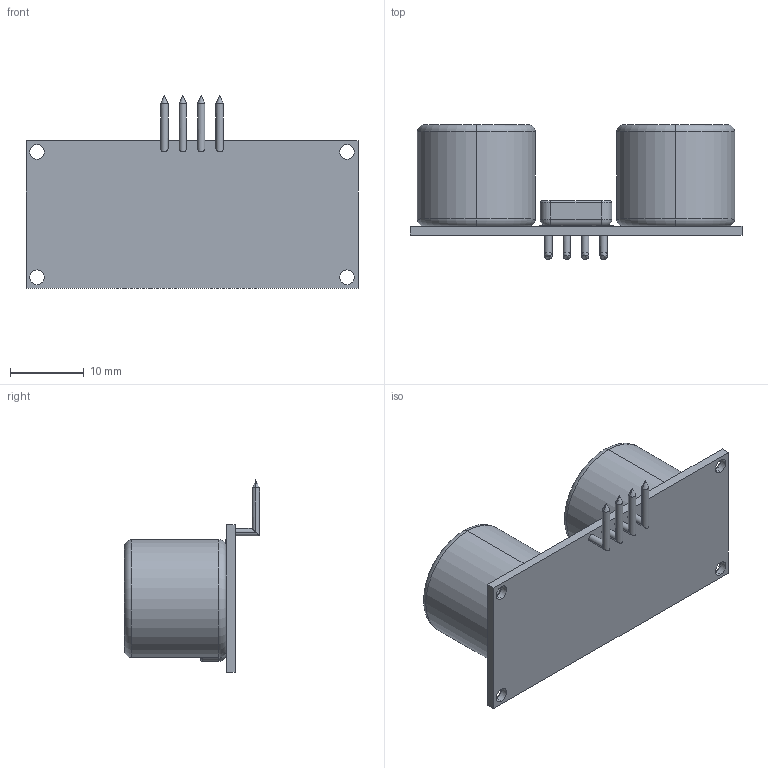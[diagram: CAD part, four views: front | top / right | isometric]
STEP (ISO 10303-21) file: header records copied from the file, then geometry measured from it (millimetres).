
FILE_DESCRIPTION (( 'STEP AP214' ), '1' );
FILE_NAME ('Assem3.STEP', '2013-04-13T13:24:33', ( '' ), ( '' ), 'SwSTEP 2.0', 'SolidWorks 2011', '' );
FILE_SCHEMA (( 'AUTOMOTIVE_DESIGN' ));
Length unit declared in the file: metre
Products named in the file (4): part2; UltraSonic; Assem3; pin header
Assembly tree (7 placements, depth 2):
  Assem3
    pin header  x4
    UltraSonic
    part2  x2
Bounding box: 45 x 18.3 x 26.12 mm (x, y, z)
Volume: 3806.1 mm3; surface area: 6095.4 mm2
Topology: 18 solids, 18 shells, 384 faces, 954 edges, 616 vertices
Faces by surface type: plane 176, bspline 118, cylinder 56, torus 20, cone 12, sphere 2
Entity records: 17812 total; most frequent: CARTESIAN_POINT 8970, ORIENTED_EDGE 1788, DIRECTION 1268, EDGE_CURVE 894, VERTEX_POINT 585, LINE 542, VECTOR 542, EDGE_LOOP 399
